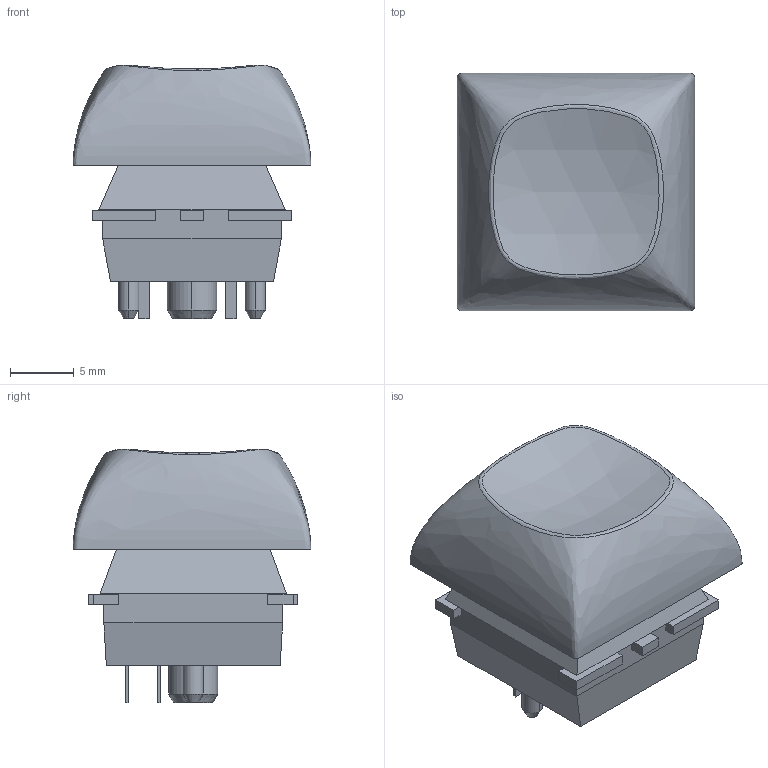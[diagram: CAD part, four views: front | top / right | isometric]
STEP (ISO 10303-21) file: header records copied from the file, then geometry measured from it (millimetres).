
FILE_DESCRIPTION(('FreeCAD Model'),'2;1');
FILE_NAME('CHERRY_MX_1U_PCBMount_DSA.step', '2017-11-24T23:46:52',('kicad StepUp'),('ksu MCAD'), 'Open CASCADE STEP processor 6.8','FreeCAD','Unknown');
FILE_SCHEMA(('AUTOMOTIVE_DESIGN_CC2 { 1 2 10303 214 -1 1 5 4 }'));
Length unit declared in the file: millimetre
Products named in the file (2): ASSEMBLY; CHERRY_MX_1U_PCBMount_DSA
Assembly tree (1 placements, depth 2):
  ASSEMBLY
    CHERRY_MX_1U_PCBMount_DSA
Bounding box: 18.6 x 18.6 x 19.85 mm (x, y, z)
Volume: 3185.9 mm3; surface area: 2304.3 mm2
Topology: 1 solids, 3 shells, 102 faces, 259 edges, 174 vertices
Faces by surface type: plane 86, cylinder 7, cone 6, bspline 2, sphere 1
Full cylindrical faces by diameter (mm): 5.6 x1
Entity records: 4325 total; most frequent: CARTESIAN_POINT 1109, ORIENTED_EDGE 518, DIRECTION 478, EDGE_CURVE 259, LINE 220, VECTOR 220, VERTEX_POINT 174, AXIS2_PLACEMENT_3D 129
